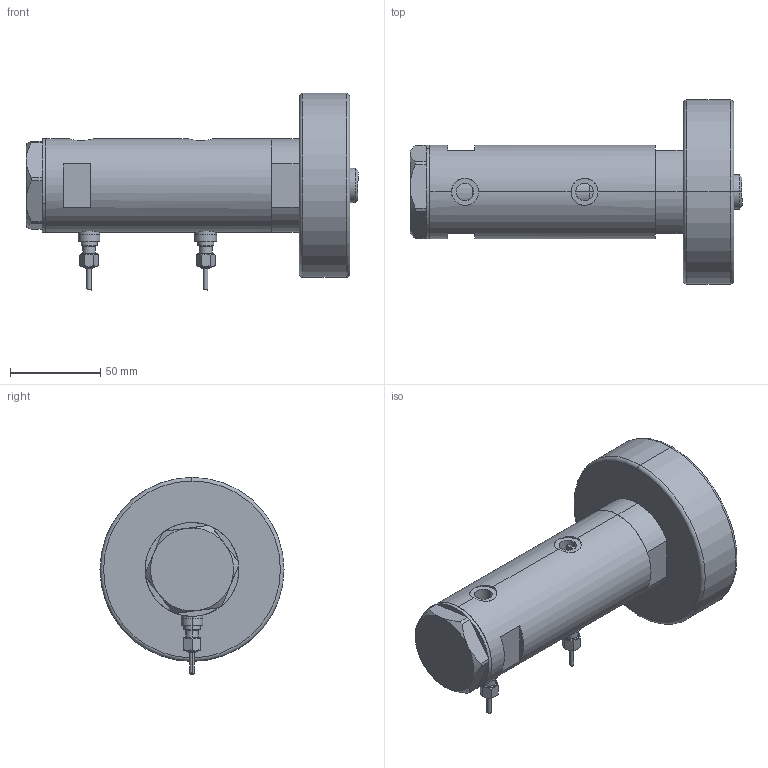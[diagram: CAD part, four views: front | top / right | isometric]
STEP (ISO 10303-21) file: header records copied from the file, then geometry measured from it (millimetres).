
FILE_DESCRIPTION (( 'STEP AP203' ), '1' );
FILE_NAME ('b188.STEP', '2022-04-14T20:55:38', ( '' ), ( '' ), 'SwSTEP 2.0', 'SolidWorks 2019', '' );
FILE_SCHEMA (( 'CONFIG_CONTROL_DESIGN' ));
Length unit declared in the file: millimetre
Products named in the file (7): V270CG_FRONT 37c517fbda3070fb564db8194dbddc06; V270CG_BACK 37c517fbda3070fb564db8194dbddc06; V270CG_271C 37c517fbda3070fb564db8194dbddc06; V270CG_SWITCH 37c517fbda3070fb564db8194dbddc06; V270CG_VC 37c517fbda3070fb564db8194dbddc06; V270CG_MIDDLE 37c517fbda3070fb564db8194dbddc06; b188
Assembly tree (7 placements, depth 2):
  b188
    V270CG_MIDDLE 37c517fbda3070fb564db8194dbddc06
    V270CG_BACK 37c517fbda3070fb564db8194dbddc06
    V270CG_FRONT 37c517fbda3070fb564db8194dbddc06
    V270CG_VC 37c517fbda3070fb564db8194dbddc06
    V270CG_271C 37c517fbda3070fb564db8194dbddc06
    V270CG_SWITCH 37c517fbda3070fb564db8194dbddc06  x2
Bounding box: 184.02 x 102 x 109.3 mm (x, y, z)
Volume: 524025.5 mm3; surface area: 104018.2 mm2
Topology: 7 solids, 7 shells, 256 faces, 563 edges, 339 vertices
Faces by surface type: plane 97, cylinder 81, cone 48, torus 28, bspline 2
Entity records: 7254 total; most frequent: CARTESIAN_POINT 1932, DIRECTION 1017, ORIENTED_EDGE 906, EDGE_CURVE 453, AXIS2_PLACEMENT_3D 426, VERTEX_POINT 275, EDGE_LOOP 230, CIRCLE 214
